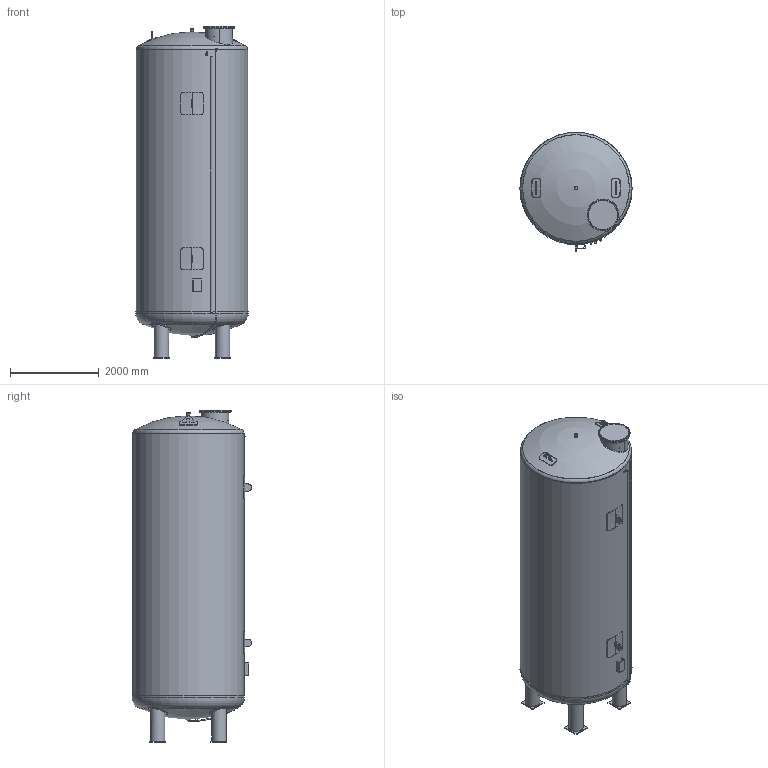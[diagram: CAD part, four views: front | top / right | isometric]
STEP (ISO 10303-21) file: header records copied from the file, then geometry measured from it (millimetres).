
FILE_DESCRIPTION((''),'2;1');
FILE_NAME('Z-38_12-260_Behälter_ø2500_030m³_Dichte=1,0.stp','2014-02-18T15:32:18',('yh'),(''),'Autodesk Inventor 2012','Autodesk Inventor 2012','');
FILE_SCHEMA(('AUTOMOTIVE_DESIGN { 1 0 10303 214 1 1 1 1 }'));
Length unit declared in the file: millimetre
Products named in the file (1): Z-38_12-260_Behälter_ø2500_030m³_Dichte=1,0
Bounding box: 2530 x 2695 x 7478.78 mm (x, y, z)
Volume: 31339899610.8 mm3; surface area: 81366971.3 mm2
Topology: 14 solids, 18 shells, 1225 faces, 2827 edges, 1785 vertices
Faces by surface type: plane 723, cone 298, cylinder 164, sphere 20, torus 20
Full cylindrical faces by diameter (mm): 14 x1, 16 x64, 21.3 x3, 22.5 x32, 33.7 x1, 39.5 x1, 48.3 x1, 60.3 x2, 66.3 x1, 82.3 x1, 200 x4, 306.9 x4, 323.9 x4, 450 x4, 598 x1, 610 x2, 660 x1, 720 x2, 2488 x1, 2500 x1, 2516 x1, 2530 x1
Entity records: 35724 total; most frequent: CARTESIAN_POINT 9852, ORIENTED_EDGE 5078, DIRECTION 4758, EDGE_CURVE 2539, AXIS2_PLACEMENT_3D 1886, VERTEX_POINT 1730, EDGE_LOOP 1692, FACE_OUTER_BOUND 1225
